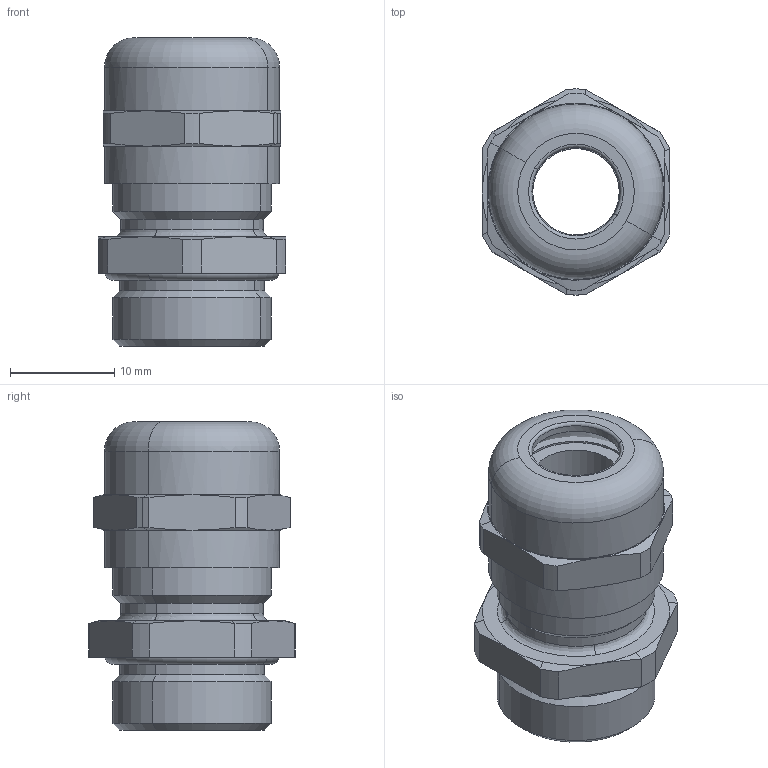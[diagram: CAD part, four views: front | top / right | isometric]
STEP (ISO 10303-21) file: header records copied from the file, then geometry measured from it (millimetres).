
FILE_DESCRIPTION(('CATIA V5R24 STEP','CAx-IF Rec.Pracs.--- Model Styling and Organization---1.2---2011-12-15'),'2;1');
FILE_NAME ('D1455776_0_1772210000_1772210000.stp','2018-04-06T08:23:17+00:00',('none'),('Weidmueller'),'CATIA Version 5-6 Release 2014 SP4 HF52','CATIA V5 STEP AP214','none');
FILE_SCHEMA(('AUTOMOTIVE_DESIGN { 1 0 10303 214 1 1 1 1 }'));
Length unit declared in the file: millimetre
Products named in the file (1): VG M16-MS 68
Bounding box: 18 x 19.8 x 29.6 mm (x, y, z)
Volume: 3693.6 mm3; surface area: 5416.1 mm2
Topology: 4 solids, 4 shells, 146 faces, 376 edges, 246 vertices
Faces by surface type: cylinder 50, cone 46, plane 28, torus 18, bspline 4
Entity records: 4920 total; most frequent: CARTESIAN_POINT 1502, ORIENTED_EDGE 752, DIRECTION 570, EDGE_CURVE 376, AXIS2_PLACEMENT_3D 336, VERTEX_POINT 246, CIRCLE 197, EDGE_LOOP 162
